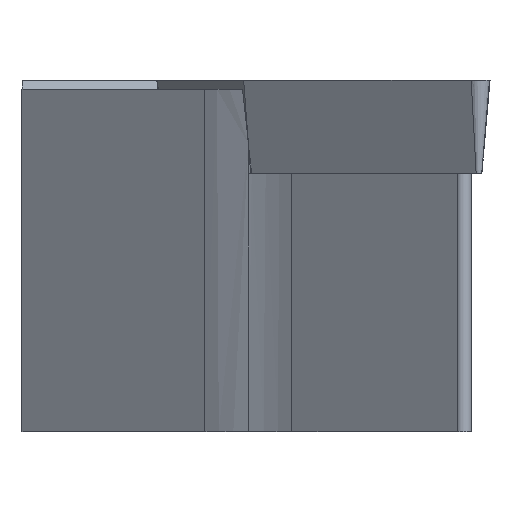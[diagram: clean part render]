
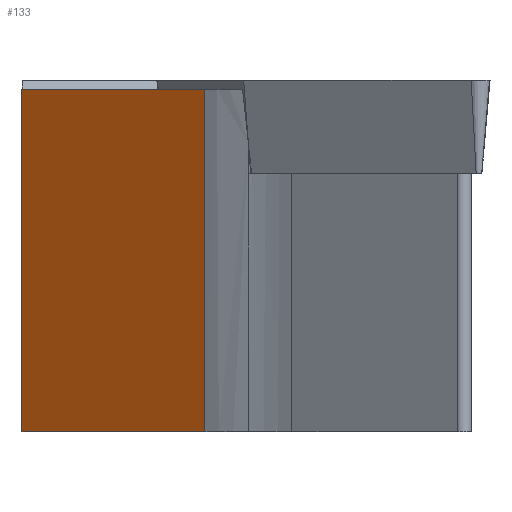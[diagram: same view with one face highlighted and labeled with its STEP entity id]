
A CAD part, left-side view. The second image highlights one B-rep face of the part: STEP entity #133.
In plain terms, the highlighted planar face has unit normal (-0.793, 0.609, 0).
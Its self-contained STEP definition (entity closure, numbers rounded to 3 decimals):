
#133=ADVANCED_FACE('',(#184),#156,.F.);
#156=PLANE('',#672);
#184=FACE_OUTER_BOUND('',#214,.T.);
#214=EDGE_LOOP('',(#431,#432,#433,#434));
#226=LINE('',#854,#280);
#241=LINE('',#896,#295);
#249=LINE('',#920,#303);
#262=LINE('',#961,#316);
#280=VECTOR('',#692,1.);
#295=VECTOR('',#727,1.);
#303=VECTOR('',#747,1.);
#316=VECTOR('',#798,1.);
#431=ORIENTED_EDGE('',*,*,#561,.F.);
#432=ORIENTED_EDGE('',*,*,#540,.F.);
#433=ORIENTED_EDGE('',*,*,#594,.T.);
#434=ORIENTED_EDGE('',*,*,#573,.F.);
#489=VERTEX_POINT('',#853);
#490=VERTEX_POINT('',#855);
#507=VERTEX_POINT('',#897);
#517=VERTEX_POINT('',#921);
#540=EDGE_CURVE('',#489,#490,#226,.T.);
#561=EDGE_CURVE('',#490,#507,#241,.T.);
#573=EDGE_CURVE('',#507,#517,#249,.T.);
#594=EDGE_CURVE('',#489,#517,#262,.T.);
#672=AXIS2_PLACEMENT_3D('',#963,#801,#802);
#692=DIRECTION('',(0.609,0.793,0.));
#727=DIRECTION('',(0.,0.,1.));
#747=DIRECTION('',(-0.609,-0.793,0.));
#798=DIRECTION('',(0.,0.,1.));
#801=DIRECTION('',(0.793,-0.609,0.));
#802=DIRECTION('',(0.609,0.793,0.));
#853=CARTESIAN_POINT('',(7.066,-6.252,-12.));
#854=CARTESIAN_POINT('',(7.066,-6.252,-12.));
#855=CARTESIAN_POINT('',(11.863,0.,-12.));
#896=CARTESIAN_POINT('',(11.863,0.,-40.));
#897=CARTESIAN_POINT('',(11.863,0.,-0.3));
#920=CARTESIAN_POINT('',(7.066,-6.252,-0.3));
#921=CARTESIAN_POINT('',(7.066,-6.252,-0.3));
#961=CARTESIAN_POINT('',(7.066,-6.252,-40.));
#963=CARTESIAN_POINT('',(7.066,-6.252,-40.));
